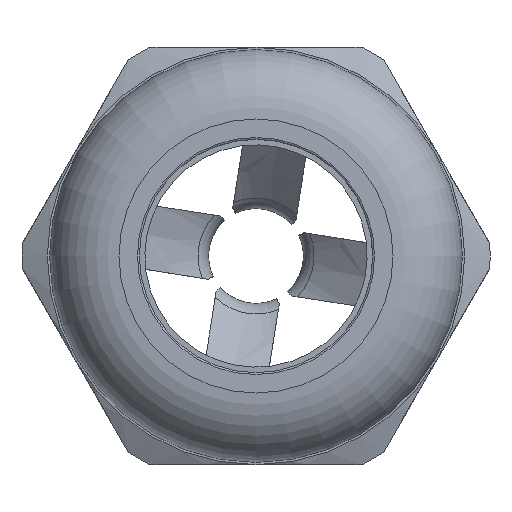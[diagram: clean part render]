
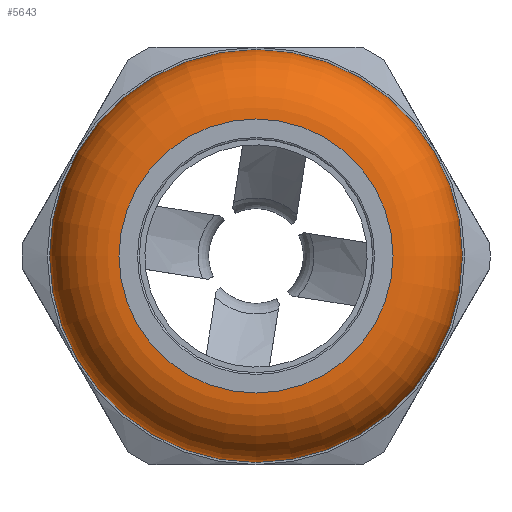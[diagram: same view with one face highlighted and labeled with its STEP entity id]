
A CAD part, left-side view. The second image highlights one B-rep face of the part: STEP entity #5643.
In plain terms, the highlighted toroidal (fillet/blend) face has major radius 7.225 mm and minor radius 3.66 mm.
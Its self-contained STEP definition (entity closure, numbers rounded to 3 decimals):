
#88=TOROIDAL_SURFACE('',#6088,7.225,3.66);
#222=FACE_BOUND('',#1151,.T.);
#457=CIRCLE('',#6084,7.225);
#459=CIRCLE('',#6089,10.885);
#800=FACE_OUTER_BOUND('',#1150,.T.);
#1150=EDGE_LOOP('',(#3924));
#1151=EDGE_LOOP('',(#3925));
#2360=VERTEX_POINT('',#9836);
#2362=VERTEX_POINT('',#9843);
#2974=EDGE_CURVE('',#2360,#2360,#457,.T.);
#2976=EDGE_CURVE('',#2362,#2362,#459,.T.);
#3924=ORIENTED_EDGE('',*,*,#2974,.T.);
#3925=ORIENTED_EDGE('',*,*,#2976,.F.);
#5643=ADVANCED_FACE('',(#800,#222),#88,.T.);
#6084=AXIS2_PLACEMENT_3D('',#9837,#6859,#6860);
#6088=AXIS2_PLACEMENT_3D('',#9842,#6867,#6868);
#6089=AXIS2_PLACEMENT_3D('',#9844,#6869,#6870);
#6859=DIRECTION('center_axis',(1.,0.,0.));
#6860=DIRECTION('ref_axis',(0.,0.,-1.));
#6867=DIRECTION('center_axis',(1.,0.,0.));
#6868=DIRECTION('ref_axis',(0.,0.,-1.));
#6869=DIRECTION('center_axis',(1.,0.,0.));
#6870=DIRECTION('ref_axis',(0.,0.,-1.));
#9836=CARTESIAN_POINT('',(-15.66,7.225,0.));
#9837=CARTESIAN_POINT('Origin',(-15.66,0.,0.));
#9842=CARTESIAN_POINT('Origin',(-12.,0.,0.));
#9843=CARTESIAN_POINT('',(-12.,10.885,0.));
#9844=CARTESIAN_POINT('Origin',(-12.,0.,0.));
